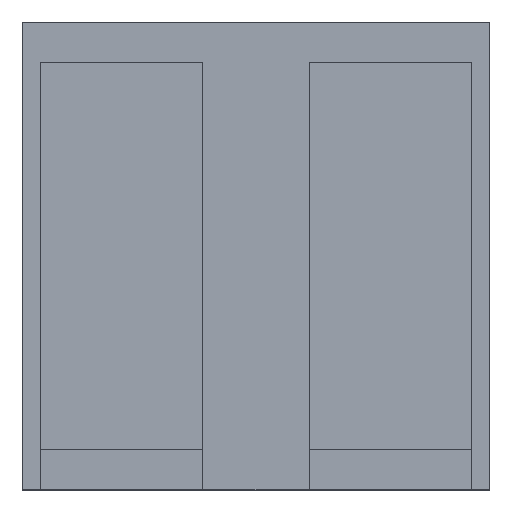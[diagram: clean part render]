
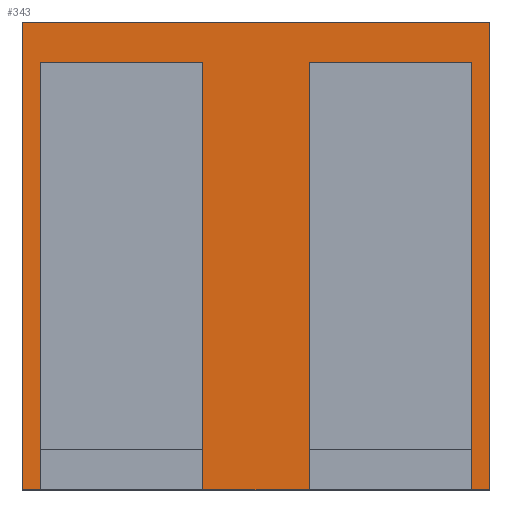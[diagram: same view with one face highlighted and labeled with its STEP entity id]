
A CAD part, top view. The second image highlights one B-rep face of the part: STEP entity #343.
In plain terms, the highlighted planar face has unit normal (0, 0, 1).
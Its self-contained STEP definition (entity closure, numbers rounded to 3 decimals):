
#17=FACE_OUTER_BOUND('',#35,.T.);
#35=EDGE_LOOP('',(#235,#236,#237,#238,#239,#240,#241,#242,#243,#244,#245,
#246));
#59=LINE('',#499,#107);
#60=LINE('',#501,#108);
#61=LINE('',#503,#109);
#62=LINE('',#505,#110);
#63=LINE('',#507,#111);
#64=LINE('',#509,#112);
#65=LINE('',#511,#113);
#66=LINE('',#513,#114);
#67=LINE('',#515,#115);
#68=LINE('',#517,#116);
#69=LINE('',#519,#117);
#70=LINE('',#520,#118);
#107=VECTOR('',#407,10.);
#108=VECTOR('',#408,10.);
#109=VECTOR('',#409,10.);
#110=VECTOR('',#410,10.);
#111=VECTOR('',#411,10.);
#112=VECTOR('',#412,10.);
#113=VECTOR('',#413,10.);
#114=VECTOR('',#414,10.);
#115=VECTOR('',#415,10.);
#116=VECTOR('',#416,10.);
#117=VECTOR('',#417,10.);
#118=VECTOR('',#418,10.);
#155=VERTEX_POINT('',#497);
#156=VERTEX_POINT('',#498);
#157=VERTEX_POINT('',#500);
#158=VERTEX_POINT('',#502);
#159=VERTEX_POINT('',#504);
#160=VERTEX_POINT('',#506);
#161=VERTEX_POINT('',#508);
#162=VERTEX_POINT('',#510);
#163=VERTEX_POINT('',#512);
#164=VERTEX_POINT('',#514);
#165=VERTEX_POINT('',#516);
#166=VERTEX_POINT('',#518);
#187=EDGE_CURVE('',#155,#156,#59,.T.);
#188=EDGE_CURVE('',#156,#157,#60,.T.);
#189=EDGE_CURVE('',#157,#158,#61,.T.);
#190=EDGE_CURVE('',#158,#159,#62,.T.);
#191=EDGE_CURVE('',#159,#160,#63,.T.);
#192=EDGE_CURVE('',#160,#161,#64,.T.);
#193=EDGE_CURVE('',#161,#162,#65,.T.);
#194=EDGE_CURVE('',#162,#163,#66,.T.);
#195=EDGE_CURVE('',#163,#164,#67,.T.);
#196=EDGE_CURVE('',#164,#165,#68,.T.);
#197=EDGE_CURVE('',#165,#166,#69,.T.);
#198=EDGE_CURVE('',#166,#155,#70,.T.);
#235=ORIENTED_EDGE('',*,*,#187,.T.);
#236=ORIENTED_EDGE('',*,*,#188,.T.);
#237=ORIENTED_EDGE('',*,*,#189,.T.);
#238=ORIENTED_EDGE('',*,*,#190,.T.);
#239=ORIENTED_EDGE('',*,*,#191,.T.);
#240=ORIENTED_EDGE('',*,*,#192,.T.);
#241=ORIENTED_EDGE('',*,*,#193,.T.);
#242=ORIENTED_EDGE('',*,*,#194,.T.);
#243=ORIENTED_EDGE('',*,*,#195,.T.);
#244=ORIENTED_EDGE('',*,*,#196,.T.);
#245=ORIENTED_EDGE('',*,*,#197,.T.);
#246=ORIENTED_EDGE('',*,*,#198,.T.);
#325=PLANE('',#375);
#343=ADVANCED_FACE('',(#17),#325,.T.);
#375=AXIS2_PLACEMENT_3D('',#496,#405,#406);
#405=DIRECTION('center_axis',(0.,0.,1.));
#406=DIRECTION('ref_axis',(1.,0.,0.));
#407=DIRECTION('',(0.,-1.,0.));
#408=DIRECTION('',(1.,0.,0.));
#409=DIRECTION('',(0.,1.,0.));
#410=DIRECTION('',(-1.,0.,0.));
#411=DIRECTION('',(0.,-1.,0.));
#412=DIRECTION('',(1.,0.,0.));
#413=DIRECTION('',(0.,1.,0.));
#414=DIRECTION('',(1.,0.,0.));
#415=DIRECTION('',(0.,-1.,0.));
#416=DIRECTION('',(1.,0.,0.));
#417=DIRECTION('',(0.,1.,0.));
#418=DIRECTION('',(1.,0.,0.));
#496=CARTESIAN_POINT('Origin',(64.8,64.8,12.));
#497=CARTESIAN_POINT('',(124.6,118.35,12.));
#498=CARTESIAN_POINT('',(124.6,0.,12.));
#499=CARTESIAN_POINT('',(124.6,118.35,12.));
#500=CARTESIAN_POINT('',(129.6,0.,12.));
#501=CARTESIAN_POINT('',(0.,0.,12.));
#502=CARTESIAN_POINT('',(129.6,129.6,12.));
#503=CARTESIAN_POINT('',(129.6,0.,12.));
#504=CARTESIAN_POINT('',(0.,129.6,12.));
#505=CARTESIAN_POINT('',(129.6,129.6,12.));
#506=CARTESIAN_POINT('',(0.,0.,12.));
#507=CARTESIAN_POINT('',(0.,129.6,12.));
#508=CARTESIAN_POINT('',(5.,0.,12.));
#509=CARTESIAN_POINT('',(0.,0.,12.));
#510=CARTESIAN_POINT('',(5.,118.35,12.));
#511=CARTESIAN_POINT('',(5.,32.4,12.));
#512=CARTESIAN_POINT('',(50.,118.35,12.));
#513=CARTESIAN_POINT('',(5.,118.35,12.));
#514=CARTESIAN_POINT('',(50.,0.,12.));
#515=CARTESIAN_POINT('',(50.,118.35,12.));
#516=CARTESIAN_POINT('',(79.6,0.,12.));
#517=CARTESIAN_POINT('',(0.,0.,12.));
#518=CARTESIAN_POINT('',(79.6,118.35,12.));
#519=CARTESIAN_POINT('',(79.6,32.4,12.));
#520=CARTESIAN_POINT('',(79.6,118.35,12.));
